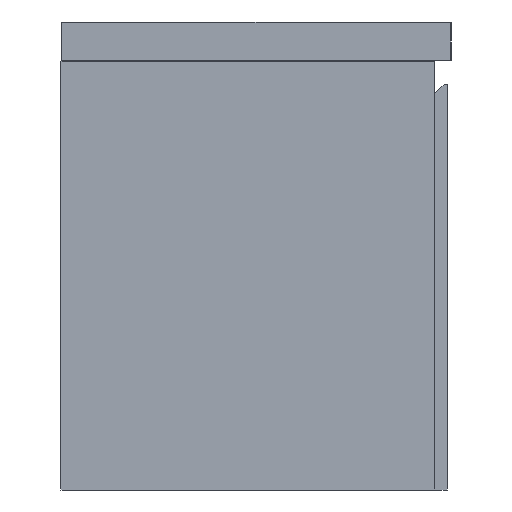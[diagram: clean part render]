
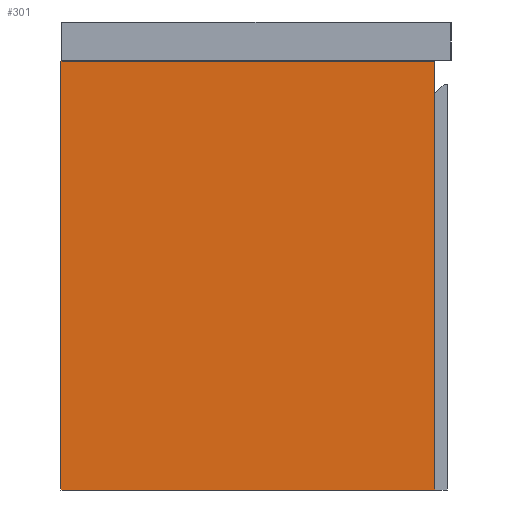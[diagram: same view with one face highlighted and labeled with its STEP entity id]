
A CAD part, left-side view. The second image highlights one B-rep face of the part: STEP entity #301.
In plain terms, the highlighted planar face has unit normal (-1, 0, 0).
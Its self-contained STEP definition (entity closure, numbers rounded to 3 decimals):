
#301=ADVANCED_FACE('',(#387),#1382,.T.);
#387=FACE_OUTER_BOUND('',#473,.T.);
#473=EDGE_LOOP('',(#785,#786,#787,#788));
#785=ORIENTED_EDGE('',*,*,#999,.F.);
#786=ORIENTED_EDGE('',*,*,#986,.T.);
#787=ORIENTED_EDGE('',*,*,#997,.T.);
#788=ORIENTED_EDGE('',*,*,#998,.F.);
#986=EDGE_CURVE('',#1290,#1289,#1164,.T.);
#997=EDGE_CURVE('',#1289,#1297,#1175,.T.);
#998=EDGE_CURVE('',#1298,#1297,#1176,.T.);
#999=EDGE_CURVE('',#1290,#1298,#1177,.T.);
#1164=B_SPLINE_CURVE_WITH_KNOTS('',1,(#2473,#2474),.UNSPECIFIED.,.F.,.F.,
(2,2),(-550.,0.),.UNSPECIFIED.);
#1175=B_SPLINE_CURVE_WITH_KNOTS('',1,(#2495,#2496),.UNSPECIFIED.,.F.,.F.,
(2,2),(-479.,0.),.UNSPECIFIED.);
#1176=B_SPLINE_CURVE_WITH_KNOTS('',1,(#2497,#2498),.UNSPECIFIED.,.F.,.F.,
(2,2),(-550.,0.),.UNSPECIFIED.);
#1177=B_SPLINE_CURVE_WITH_KNOTS('',1,(#2499,#2500),.UNSPECIFIED.,.F.,.F.,
(2,2),(-479.,0.),.UNSPECIFIED.);
#1289=VERTEX_POINT('',#2453);
#1290=VERTEX_POINT('',#2454);
#1297=VERTEX_POINT('',#2461);
#1298=VERTEX_POINT('',#2462);
#1382=PLANE('',#1589);
#1589=AXIS2_PLACEMENT_3D('',#2442,#1690,$);
#1690=DIRECTION('',(-1.,0.,0.));
#2442=CARTESIAN_POINT('',(-594.,-330.,526.9));
#2453=CARTESIAN_POINT('',(-594.,275.,479.));
#2454=CARTESIAN_POINT('',(-594.,-275.,479.));
#2461=CARTESIAN_POINT('',(-594.,275.,0.));
#2462=CARTESIAN_POINT('',(-594.,-275.,0.));
#2473=CARTESIAN_POINT('',(-594.,-275.,479.));
#2474=CARTESIAN_POINT('',(-594.,275.,479.));
#2495=CARTESIAN_POINT('',(-594.,275.,479.));
#2496=CARTESIAN_POINT('',(-594.,275.,0.));
#2497=CARTESIAN_POINT('',(-594.,-275.,0.));
#2498=CARTESIAN_POINT('',(-594.,275.,0.));
#2499=CARTESIAN_POINT('',(-594.,-275.,479.));
#2500=CARTESIAN_POINT('',(-594.,-275.,0.));
